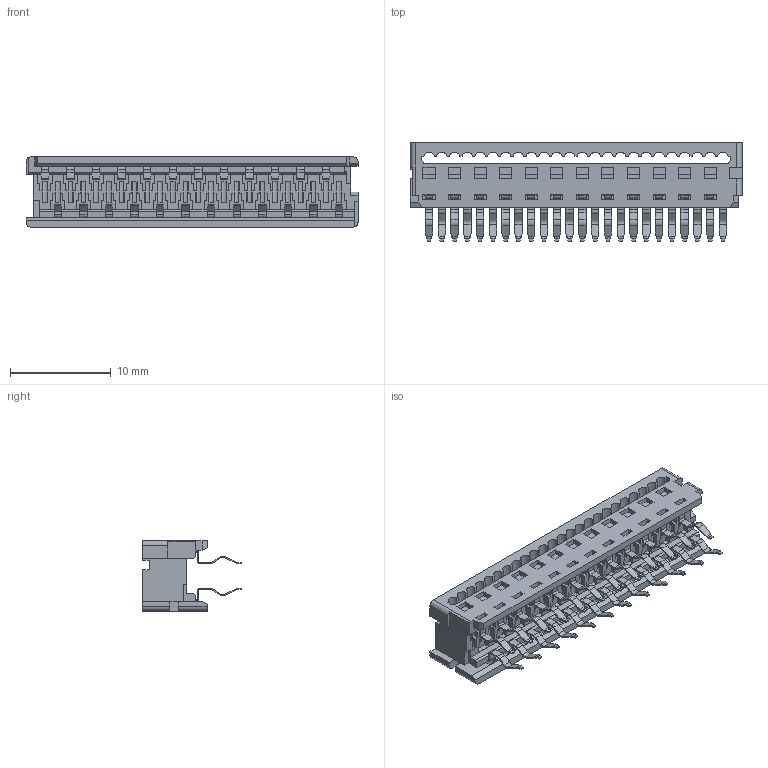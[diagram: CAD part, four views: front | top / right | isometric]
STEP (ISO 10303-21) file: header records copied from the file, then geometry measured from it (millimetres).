
FILE_DESCRIPTION((''),'2;1');
FILE_NAME('905841324','2014-03-26T',('me'),(''),'PRO/ENGINEER BY PARAMETRIC TECHNOLOGY CORPORATION, 2011490','PRO/ENGINEER BY PARAMETRIC TECHNOLOGY CORPORATION, 2011490','');
FILE_SCHEMA(('CONFIG_CONTROL_DESIGN'));
Length unit declared in the file: millimetre
Products named in the file (1): 905841324
Bounding box: 32.99 x 9.8 x 7 mm (x, y, z)
Volume: 782.3 mm3; surface area: 2262.6 mm2
Topology: 1 solids, 1 shells, 1611 faces, 4880 edges, 3236 vertices
Faces by surface type: plane 1315, cylinder 296
Entity records: 54323 total; most frequent: CARTESIAN_POINT 9880, ORIENTED_EDGE 9664, DIRECTION 8646, EDGE_CURVE 4832, VECTOR 4146, LINE 4146, VERTEX_POINT 3188, AXIS2_PLACEMENT_3D 2250
